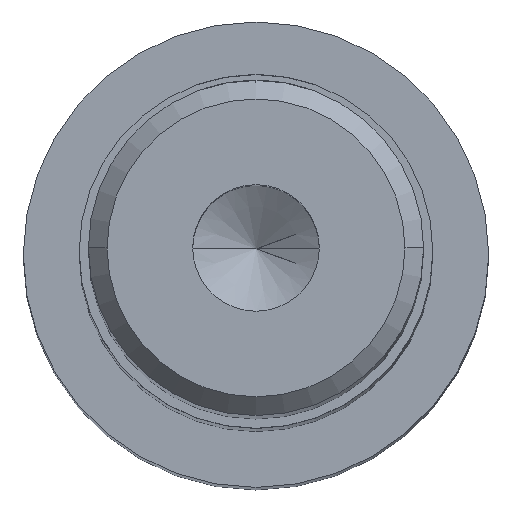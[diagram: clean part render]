
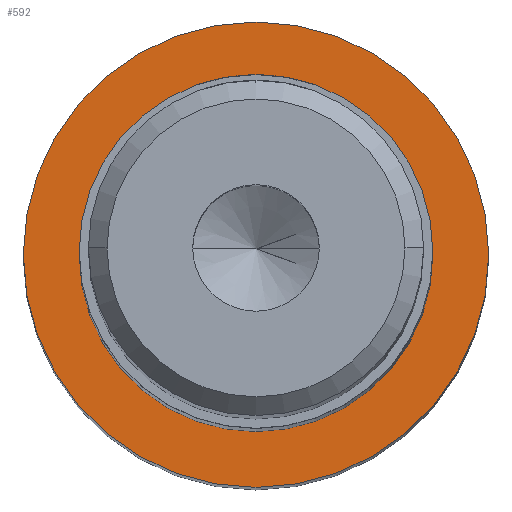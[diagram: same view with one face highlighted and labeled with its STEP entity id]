
A CAD part, top view. The second image highlights one B-rep face of the part: STEP entity #592.
In plain terms, the highlighted planar face has unit normal (0, 0, 1).
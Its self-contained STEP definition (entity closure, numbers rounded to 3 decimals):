
#27 = CARTESIAN_POINT ( 'NONE',  ( 12.5, 0., 0. ) ) ;
#35 = DIRECTION ( 'NONE',  ( 0., 0., -1. ) ) ;
#51 = AXIS2_PLACEMENT_3D ( 'NONE', #844, #1282, #1171 ) ;
#87 = DIRECTION ( 'NONE',  ( -1., 0., 0. ) ) ;
#90 = CIRCLE ( 'NONE', #161, 12.5 ) ;
#105 = CIRCLE ( 'NONE', #1283, 12.5 ) ;
#121 = FACE_BOUND ( 'NONE', #469, .T. ) ;
#146 = CARTESIAN_POINT ( 'NONE',  ( 0., 0., 0. ) ) ;
#150 = FACE_OUTER_BOUND ( 'NONE', #536, .T. ) ;
#161 = AXIS2_PLACEMENT_3D ( 'NONE', #295, #1166, #87 ) ;
#188 = VERTEX_POINT ( 'NONE', #936 ) ;
#207 = ORIENTED_EDGE ( 'NONE', *, *, #713, .T. ) ;
#250 = DIRECTION ( 'NONE',  ( -1., 0., 0. ) ) ;
#268 = PLANE ( 'NONE',  #1118 ) ;
#292 = ORIENTED_EDGE ( 'NONE', *, *, #556, .F. ) ;
#295 = CARTESIAN_POINT ( 'NONE',  ( 0., 0., 0. ) ) ;
#362 = CIRCLE ( 'NONE', #51, 9.5 ) ;
#365 = AXIS2_PLACEMENT_3D ( 'NONE', #146, #35, #250 ) ;
#417 = VERTEX_POINT ( 'NONE', #27 ) ;
#469 = EDGE_LOOP ( 'NONE', ( #974, #207 ) ) ;
#482 = VERTEX_POINT ( 'NONE', #1234 ) ;
#517 = CARTESIAN_POINT ( 'NONE',  ( -12.5, 0., 0. ) ) ;
#536 = EDGE_LOOP ( 'NONE', ( #292, #599 ) ) ;
#556 = EDGE_CURVE ( 'NONE', #417, #1167, #105, .T. ) ;
#592 = ADVANCED_FACE ( 'NONE', ( #150, #121 ), #268, .F. ) ;
#597 = CARTESIAN_POINT ( 'NONE',  ( 0., 0., 0. ) ) ;
#599 = ORIENTED_EDGE ( 'NONE', *, *, #672, .F. ) ;
#672 = EDGE_CURVE ( 'NONE', #1167, #417, #90, .T. ) ;
#703 = DIRECTION ( 'NONE',  ( 0., 0., -1. ) ) ;
#713 = EDGE_CURVE ( 'NONE', #482, #188, #362, .T. ) ;
#799 = CIRCLE ( 'NONE', #365, 9.5 ) ;
#829 = CARTESIAN_POINT ( 'NONE',  ( 0., 0., 0. ) ) ;
#844 = CARTESIAN_POINT ( 'NONE',  ( 0., 0., 0. ) ) ;
#936 = CARTESIAN_POINT ( 'NONE',  ( -9.5, 0., 0. ) ) ;
#974 = ORIENTED_EDGE ( 'NONE', *, *, #989, .T. ) ;
#989 = EDGE_CURVE ( 'NONE', #188, #482, #799, .T. ) ;
#1027 = DIRECTION ( 'NONE',  ( -1., 0., 0. ) ) ;
#1029 = DIRECTION ( 'NONE',  ( 0., 0., -1. ) ) ;
#1118 = AXIS2_PLACEMENT_3D ( 'NONE', #597, #703, #1027 ) ;
#1137 = DIRECTION ( 'NONE',  ( -1., 0., 0. ) ) ;
#1166 = DIRECTION ( 'NONE',  ( 0., 0., -1. ) ) ;
#1167 = VERTEX_POINT ( 'NONE', #517 ) ;
#1171 = DIRECTION ( 'NONE',  ( -1., 0., 0. ) ) ;
#1234 = CARTESIAN_POINT ( 'NONE',  ( 9.5, 0., 0. ) ) ;
#1282 = DIRECTION ( 'NONE',  ( 0., 0., -1. ) ) ;
#1283 = AXIS2_PLACEMENT_3D ( 'NONE', #829, #1029, #1137 ) ;
